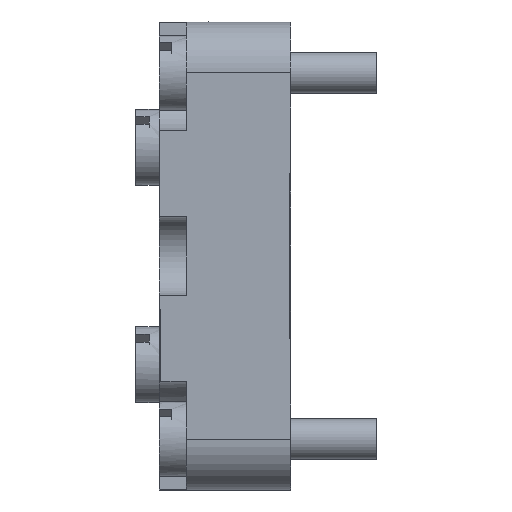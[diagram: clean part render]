
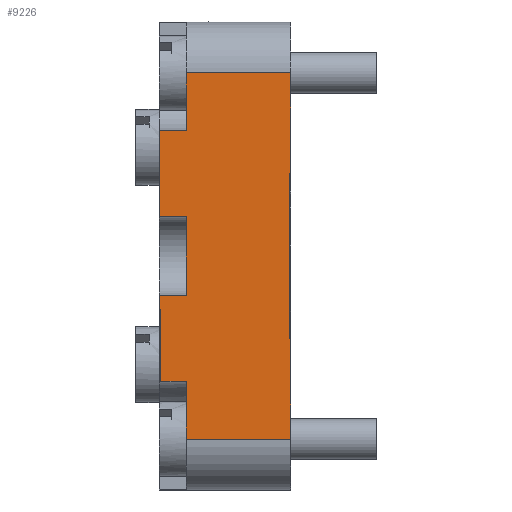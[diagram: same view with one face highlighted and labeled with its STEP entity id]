
A CAD part, left-side view. The second image highlights one B-rep face of the part: STEP entity #9226.
In plain terms, the highlighted free-form (B-spline) face has degree [1, 1] with [2, 2] control points.
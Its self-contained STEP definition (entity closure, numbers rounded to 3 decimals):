
#8661=CARTESIAN_POINT('V100',(-42.5,7.7,
   -13.5));
#8662=VERTEX_POINT('V100',#8661);
#8685=CARTESIAN_POINT('V101',(-42.5,0.,
   -13.5));
#8686=VERTEX_POINT('V101',#8685);
#8700=CARTESIAN_POINT('E128',(-42.5,0.,
   -13.5));
#8701=CARTESIAN_POINT('E128',(-42.5,7.7,
   -13.5));
#8702=B_SPLINE_CURVE_WITH_KNOTS('E128',1,(#8700,#8701),
   .POLYLINE_FORM.,.F.,.U.,(2,2),(0.0,0.794),
   .UNSPECIFIED.);
#8703=EDGE_CURVE('E128',#8686,#8662,#8702,.T.);
#8713=CARTESIAN_POINT('V94',(-42.5,7.7,
   -2.9));
#8714=VERTEX_POINT('V94',#8713);
#8715=CARTESIAN_POINT('V93',(-42.5,7.7,
   2.9));
#8716=VERTEX_POINT('V93',#8715);
#8732=CARTESIAN_POINT('E121',(-42.5,7.7,
   2.9));
#8733=CARTESIAN_POINT('E121',(-42.5,7.7,
   -2.9));
#8734=QUASI_UNIFORM_CURVE('E121',1,(#8732,#8733),.POLYLINE_FORM.,.F.,
   .U.);
#8735=EDGE_CURVE('E121',#8716,#8714,#8734,.T.);
#8758=CARTESIAN_POINT('V95',(-42.5,9.7,
   -2.9));
#8759=VERTEX_POINT('V95',#8758);
#8760=CARTESIAN_POINT('E122',(-42.5,7.7,
   -2.9));
#8761=CARTESIAN_POINT('E122',(-42.5,9.7,
   -2.9));
#8762=QUASI_UNIFORM_CURVE('E122',1,(#8760,#8761),.POLYLINE_FORM.,.F.,
   .U.);
#8763=EDGE_CURVE('E122',#8714,#8759,#8762,.T.);
#8766=CARTESIAN_POINT('V92',(-42.5,9.7,
   2.9));
#8767=VERTEX_POINT('V92',#8766);
#8768=CARTESIAN_POINT('E120',(-42.5,9.7,
   2.9));
#8769=CARTESIAN_POINT('E120',(-42.5,7.7,
   2.9));
#8770=QUASI_UNIFORM_CURVE('E120',1,(#8768,#8769),.POLYLINE_FORM.,.F.,
   .U.);
#8771=EDGE_CURVE('E120',#8767,#8716,#8770,.T.);
#9026=CARTESIAN_POINT('V89',(-42.5,7.7,
   13.5));
#9027=VERTEX_POINT('V89',#9026);
#9028=CARTESIAN_POINT('V90',(-42.5,7.7,
   9.25));
#9029=VERTEX_POINT('V90',#9028);
#9030=CARTESIAN_POINT('E117',(-42.5,7.7,
   13.5));
#9031=CARTESIAN_POINT('E117',(-42.5,7.7,
   9.25));
#9032=QUASI_UNIFORM_CURVE('E117',1,(#9030,#9031),.POLYLINE_FORM.,.F.,
   .U.);
#9033=EDGE_CURVE('E117',#9027,#9029,#9032,.T.);
#9105=CARTESIAN_POINT('V88',(-42.5,0.,
   13.5));
#9106=VERTEX_POINT('V88',#9105);
#9107=CARTESIAN_POINT('E116',(-42.5,0.,
   13.5));
#9108=CARTESIAN_POINT('E116',(-42.5,7.7,
   13.5));
#9109=B_SPLINE_CURVE_WITH_KNOTS('E116',1,(#9107,#9108),
   .POLYLINE_FORM.,.F.,.U.,(2,2),(0.0,0.794),
   .UNSPECIFIED.);
#9110=EDGE_CURVE('E116',#9106,#9027,#9109,.T.);
#9135=CARTESIAN_POINT('F34',(-42.5,9.7,
   13.5));
#9136=CARTESIAN_POINT('F34',(-42.5,9.7,
   -13.5));
#9137=CARTESIAN_POINT('F34',(-42.5,0.,
   13.5));
#9138=CARTESIAN_POINT('F34',(-42.5,0.,
   -13.5));
#9139=B_SPLINE_SURFACE_WITH_KNOTS('F34',1,1,((#9135,#9137),(#9136,
   #9138)),.PLANE_SURF.,.F.,.F.,.U.,(2,2),(2,2),(0.0,
   2.784),(0.0,1.0),.UNSPECIFIED.);
#9140=CARTESIAN_POINT('V85',(-42.5,0.1,
   -6.1));
#9141=VERTEX_POINT('V85',#9140);
#9142=CARTESIAN_POINT('V86',(-42.5,0.1,
   6.1));
#9143=VERTEX_POINT('V86',#9142);
#9144=CARTESIAN_POINT('E113',(-42.5,0.1,
   -6.1));
#9145=CARTESIAN_POINT('E113',(-42.5,0.1,
   6.1));
#9146=B_SPLINE_CURVE_WITH_KNOTS('E113',1,(#9144,#9145),
   .POLYLINE_FORM.,.F.,.U.,(2,2),(0.0,122.0),.UNSPECIFIED.);
#9147=EDGE_CURVE('E113',#9141,#9143,#9146,.T.);
#9148=ORIENTED_EDGE('E113',*,*,#9147,.T.);
#9149=CARTESIAN_POINT('V87',(-42.5,0.0,
   6.1));
#9150=VERTEX_POINT('V87',#9149);
#9151=CARTESIAN_POINT('E114',(-42.5,0.1,
   6.1));
#9152=CARTESIAN_POINT('E114',(-42.5,0.,
   6.1));
#9153=QUASI_UNIFORM_CURVE('E114',1,(#9151,#9152),.POLYLINE_FORM.,.F.,
   .U.);
#9154=EDGE_CURVE('E114',#9143,#9150,#9153,.T.);
#9155=ORIENTED_EDGE('E114',*,*,#9154,.T.);
#9156=CARTESIAN_POINT('E115',(-42.5,0.,
   13.5));
#9157=CARTESIAN_POINT('E115',(-42.5,0.,
   6.1));
#9158=B_SPLINE_CURVE_WITH_KNOTS('E115',1,(#9156,#9157),
   .POLYLINE_FORM.,.F.,.U.,(2,2),(0.0,0.274),
   .UNSPECIFIED.);
#9159=EDGE_CURVE('E115',#9106,#9150,#9158,.T.);
#9160=ORIENTED_EDGE('E115',*,*,#9159,.F.);
#9161=ORIENTED_EDGE('E116',*,*,#9110,.T.);
#9162=ORIENTED_EDGE('E117',*,*,#9033,.T.);
#9163=CARTESIAN_POINT('V91',(-42.5,9.7,
   9.25));
#9164=VERTEX_POINT('V91',#9163);
#9165=CARTESIAN_POINT('E118',(-42.5,7.7,
   9.25));
#9166=CARTESIAN_POINT('E118',(-42.5,9.7,
   9.25));
#9167=QUASI_UNIFORM_CURVE('E118',1,(#9165,#9166),.POLYLINE_FORM.,.F.,
   .U.);
#9168=EDGE_CURVE('E118',#9029,#9164,#9167,.T.);
#9169=ORIENTED_EDGE('E118',*,*,#9168,.T.);
#9170=CARTESIAN_POINT('E119',(-42.5,9.7,
   2.9));
#9171=CARTESIAN_POINT('E119',(-42.5,9.7,
   9.25));
#9172=B_SPLINE_CURVE_WITH_KNOTS('E119',1,(#9170,#9171),
   .POLYLINE_FORM.,.F.,.U.,(2,2),(0.607,
   0.843),.UNSPECIFIED.);
#9173=EDGE_CURVE('E119',#8767,#9164,#9172,.T.);
#9174=ORIENTED_EDGE('E119',*,*,#9173,.F.);
#9175=ORIENTED_EDGE('E120',*,*,#8771,.T.);
#9176=ORIENTED_EDGE('F119',*,*,#8735,.T.);
#9177=ORIENTED_EDGE('E122',*,*,#8763,.T.);
#9178=CARTESIAN_POINT('V96',(-42.5,9.7,
   -3.95));
#9179=VERTEX_POINT('V96',#9178);
#9180=CARTESIAN_POINT('E123',(-42.5,9.7,
   -3.95));
#9181=CARTESIAN_POINT('E123',(-42.5,9.7,
   -2.9));
#9182=B_SPLINE_CURVE_WITH_KNOTS('E123',1,(#9180,#9181),
   .POLYLINE_FORM.,.F.,.U.,(2,2),(0.354,
   0.393),.UNSPECIFIED.);
#9183=EDGE_CURVE('E123',#9179,#8759,#9182,.T.);
#9184=ORIENTED_EDGE('E123',*,*,#9183,.F.);
#9185=CARTESIAN_POINT('V97',(-42.5,9.6,
   -3.95));
#9186=VERTEX_POINT('V97',#9185);
#9187=CARTESIAN_POINT('E124',(-42.5,9.7,
   -3.95));
#9188=CARTESIAN_POINT('E124',(-42.5,9.6,
   -3.95));
#9189=QUASI_UNIFORM_CURVE('E124',1,(#9187,#9188),.POLYLINE_FORM.,.F.,
   .U.);
#9190=EDGE_CURVE('E124',#9179,#9186,#9189,.T.);
#9191=ORIENTED_EDGE('E124',*,*,#9190,.T.);
#9192=CARTESIAN_POINT('V98',(-42.5,9.6,
   -9.25));
#9193=VERTEX_POINT('V98',#9192);
#9194=CARTESIAN_POINT('E125',(-42.5,9.6,
   -3.95));
#9195=CARTESIAN_POINT('E125',(-42.5,9.6,
   -9.25));
#9196=B_SPLINE_CURVE_WITH_KNOTS('E125',1,(#9194,#9195),
   .POLYLINE_FORM.,.F.,.U.,(2,2),(2.,55.0),
   .UNSPECIFIED.);
#9197=EDGE_CURVE('E125',#9186,#9193,#9196,.T.);
#9198=ORIENTED_EDGE('E125',*,*,#9197,.T.);
#9199=CARTESIAN_POINT('V99',(-42.5,7.7,
   -9.25));
#9200=VERTEX_POINT('V99',#9199);
#9201=CARTESIAN_POINT('E126',(-42.5,9.6,
   -9.25));
#9202=CARTESIAN_POINT('E126',(-42.5,7.7,
   -9.25));
#9203=B_SPLINE_CURVE_WITH_KNOTS('E126',1,(#9201,#9202),
   .POLYLINE_FORM.,.F.,.U.,(2,2),(0.05,1.0),
   .UNSPECIFIED.);
#9204=EDGE_CURVE('E126',#9193,#9200,#9203,.T.);
#9205=ORIENTED_EDGE('E126',*,*,#9204,.T.);
#9206=CARTESIAN_POINT('E127',(-42.5,7.7,
   -9.25));
#9207=CARTESIAN_POINT('E127',(-42.5,7.7,
   -13.5));
#9208=QUASI_UNIFORM_CURVE('E127',1,(#9206,#9207),.POLYLINE_FORM.,.F.,
   .U.);
#9209=EDGE_CURVE('E127',#9200,#8662,#9208,.T.);
#9210=ORIENTED_EDGE('E127',*,*,#9209,.T.);
#9211=ORIENTED_EDGE('F115',*,*,#8703,.F.);
#9212=CARTESIAN_POINT('V102',(-42.5,0.0,
   -6.1));
#9213=VERTEX_POINT('V102',#9212);
#9214=CARTESIAN_POINT('E129',(-42.5,0.,
   -6.1));
#9215=CARTESIAN_POINT('E129',(-42.5,0.,
   -13.5));
#9216=B_SPLINE_CURVE_WITH_KNOTS('E129',1,(#9214,#9215),
   .POLYLINE_FORM.,.F.,.U.,(2,2),(0.726,1.0),
   .UNSPECIFIED.);
#9217=EDGE_CURVE('E129',#9213,#8686,#9216,.T.);
#9218=ORIENTED_EDGE('E129',*,*,#9217,.F.);
#9219=CARTESIAN_POINT('E130',(-42.5,0.,
   -6.1));
#9220=CARTESIAN_POINT('E130',(-42.5,0.1,
   -6.1));
#9221=QUASI_UNIFORM_CURVE('E130',1,(#9219,#9220),.POLYLINE_FORM.,.F.,
   .U.);
#9222=EDGE_CURVE('E130',#9213,#9141,#9221,.T.);
#9223=ORIENTED_EDGE('E130',*,*,#9222,.T.);
#9224=EDGE_LOOP('F34',(#9148,#9155,#9160,#9161,#9162,#9169,#9174,
   #9175,#9176,#9177,#9184,#9191,#9198,#9205,#9210,#9211,#9218,#9223)
   );
#9225=FACE_OUTER_BOUND('F34',#9224,.T.);
#9226=ADVANCED_FACE('F34',(#9225),#9139,.T.);
